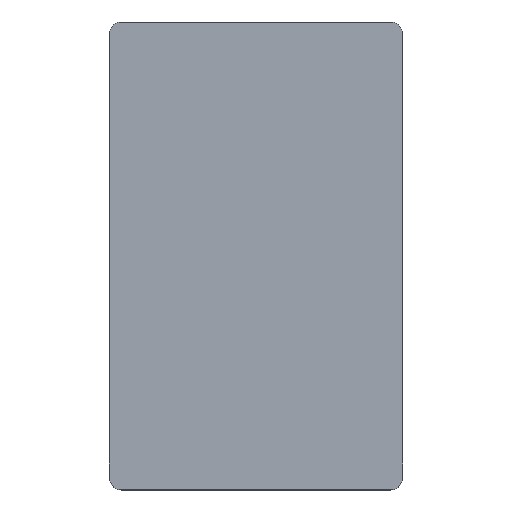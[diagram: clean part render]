
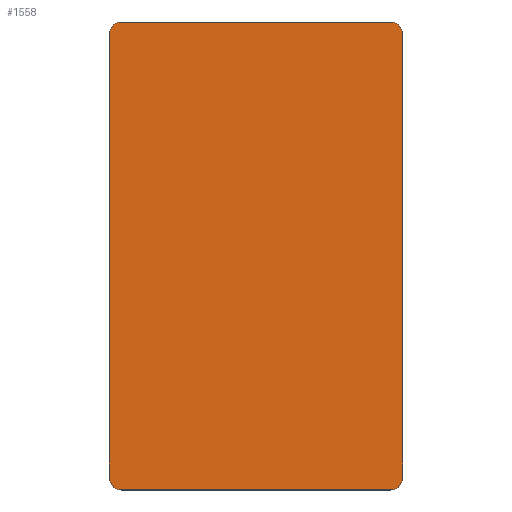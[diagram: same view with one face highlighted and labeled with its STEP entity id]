
A CAD part, top view. The second image highlights one B-rep face of the part: STEP entity #1558.
In plain terms, the highlighted planar face has unit normal (0, 0, 1).
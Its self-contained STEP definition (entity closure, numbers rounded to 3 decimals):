
#137=CIRCLE('',#1715,2.);
#138=CIRCLE('',#1718,2.);
#139=CIRCLE('',#1719,2.);
#140=CIRCLE('',#1720,2.);
#214=FACE_OUTER_BOUND('',#300,.T.);
#300=EDGE_LOOP('',(#1321,#1322,#1323,#1324,#1325,#1326,#1327,#1328));
#470=LINE('',#2598,#624);
#472=LINE('',#2602,#626);
#473=LINE('',#2606,#627);
#474=LINE('',#2610,#628);
#624=VECTOR('',#2142,10.);
#626=VECTOR('',#2146,10.);
#627=VECTOR('',#2149,10.);
#628=VECTOR('',#2152,10.);
#773=VERTEX_POINT('',#2591);
#774=VERTEX_POINT('',#2592);
#775=VERTEX_POINT('',#2597);
#776=VERTEX_POINT('',#2601);
#777=VERTEX_POINT('',#2603);
#778=VERTEX_POINT('',#2605);
#779=VERTEX_POINT('',#2607);
#780=VERTEX_POINT('',#2609);
#984=EDGE_CURVE('',#773,#774,#137,.T.);
#987=EDGE_CURVE('',#775,#774,#470,.T.);
#989=EDGE_CURVE('',#773,#776,#472,.T.);
#990=EDGE_CURVE('',#777,#776,#138,.T.);
#991=EDGE_CURVE('',#777,#778,#473,.T.);
#992=EDGE_CURVE('',#779,#778,#139,.T.);
#993=EDGE_CURVE('',#779,#780,#474,.T.);
#994=EDGE_CURVE('',#775,#780,#140,.T.);
#1321=ORIENTED_EDGE('',*,*,#984,.F.);
#1322=ORIENTED_EDGE('',*,*,#989,.T.);
#1323=ORIENTED_EDGE('',*,*,#990,.F.);
#1324=ORIENTED_EDGE('',*,*,#991,.T.);
#1325=ORIENTED_EDGE('',*,*,#992,.F.);
#1326=ORIENTED_EDGE('',*,*,#993,.T.);
#1327=ORIENTED_EDGE('',*,*,#994,.F.);
#1328=ORIENTED_EDGE('',*,*,#987,.T.);
#1483=PLANE('',#1717);
#1558=ADVANCED_FACE('',(#214),#1483,.T.);
#1715=AXIS2_PLACEMENT_3D('',#2593,#2136,#2137);
#1717=AXIS2_PLACEMENT_3D('',#2600,#2144,#2145);
#1718=AXIS2_PLACEMENT_3D('',#2604,#2147,#2148);
#1719=AXIS2_PLACEMENT_3D('',#2608,#2150,#2151);
#1720=AXIS2_PLACEMENT_3D('',#2611,#2153,#2154);
#2136=DIRECTION('center_axis',(0.,0.,-1.));
#2137=DIRECTION('ref_axis',(0.707,-0.707,0.));
#2142=DIRECTION('',(1.,0.,0.));
#2144=DIRECTION('center_axis',(0.,0.,1.));
#2145=DIRECTION('ref_axis',(1.,0.,0.));
#2146=DIRECTION('',(0.,1.,0.));
#2147=DIRECTION('center_axis',(0.,0.,-1.));
#2148=DIRECTION('ref_axis',(0.707,0.707,0.));
#2149=DIRECTION('',(-1.,0.,0.));
#2150=DIRECTION('center_axis',(0.,0.,-1.));
#2151=DIRECTION('ref_axis',(-0.707,0.707,0.));
#2152=DIRECTION('',(0.,-1.,0.));
#2153=DIRECTION('center_axis',(0.,0.,-1.));
#2154=DIRECTION('ref_axis',(-0.707,-0.707,0.));
#2591=CARTESIAN_POINT('',(25.,-37.9,26.2));
#2592=CARTESIAN_POINT('',(23.,-39.9,26.2));
#2593=CARTESIAN_POINT('Origin',(23.,-37.9,26.2));
#2597=CARTESIAN_POINT('',(-23.,-39.9,26.2));
#2598=CARTESIAN_POINT('',(25.,-39.9,26.2));
#2600=CARTESIAN_POINT('Origin',(0.,0.,26.2));
#2601=CARTESIAN_POINT('',(25.,37.9,26.2));
#2602=CARTESIAN_POINT('',(25.,39.9,26.2));
#2603=CARTESIAN_POINT('',(23.,39.9,26.2));
#2604=CARTESIAN_POINT('Origin',(23.,37.9,26.2));
#2605=CARTESIAN_POINT('',(-23.,39.9,26.2));
#2606=CARTESIAN_POINT('',(-25.,39.9,26.2));
#2607=CARTESIAN_POINT('',(-25.,37.9,26.2));
#2608=CARTESIAN_POINT('Origin',(-23.,37.9,26.2));
#2609=CARTESIAN_POINT('',(-25.,-37.9,26.2));
#2610=CARTESIAN_POINT('',(-25.,-39.9,26.2));
#2611=CARTESIAN_POINT('Origin',(-23.,-37.9,26.2));
